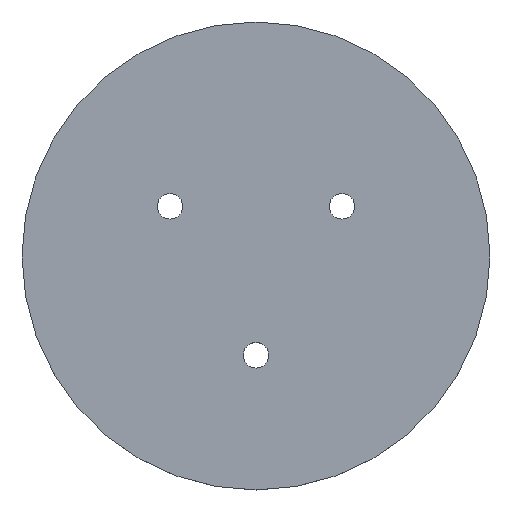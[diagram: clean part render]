
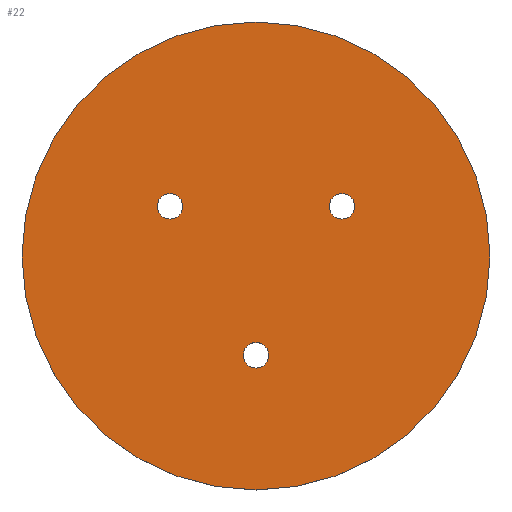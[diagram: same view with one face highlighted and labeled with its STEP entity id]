
A CAD part, top view. The second image highlights one B-rep face of the part: STEP entity #22.
In plain terms, the highlighted planar face has unit normal (0, 0, 1).
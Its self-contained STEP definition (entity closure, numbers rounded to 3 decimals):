
#17=FACE_BOUND('',#46,.T.);
#18=FACE_BOUND('',#47,.T.);
#19=FACE_BOUND('',#48,.T.);
#22=ADVANCED_FACE('',(#32,#17,#18,#19),#185,.T.);
#32=FACE_OUTER_BOUND('',#45,.T.);
#45=EDGE_LOOP('',(#68,#69));
#46=EDGE_LOOP('',(#70,#71));
#47=EDGE_LOOP('',(#72,#73));
#48=EDGE_LOOP('',(#74,#75));
#68=ORIENTED_EDGE('',*,*,#106,.T.);
#69=ORIENTED_EDGE('',*,*,#118,.T.);
#70=ORIENTED_EDGE('',*,*,#108,.T.);
#71=ORIENTED_EDGE('',*,*,#121,.T.);
#72=ORIENTED_EDGE('',*,*,#111,.T.);
#73=ORIENTED_EDGE('',*,*,#124,.T.);
#74=ORIENTED_EDGE('',*,*,#114,.T.);
#75=ORIENTED_EDGE('',*,*,#127,.T.);
#106=EDGE_CURVE('',#169,#177,#137,.T.);
#108=EDGE_CURVE('',#171,#179,#139,.T.);
#111=EDGE_CURVE('',#173,#181,#141,.T.);
#114=EDGE_CURVE('',#175,#183,#143,.T.);
#118=EDGE_CURVE('',#177,#169,#145,.T.);
#121=EDGE_CURVE('',#179,#171,#147,.T.);
#124=EDGE_CURVE('',#181,#173,#149,.T.);
#127=EDGE_CURVE('',#183,#175,#151,.T.);
#137=TRIMMED_CURVE($,#153,(#388),(#389),.T.,.CARTESIAN.);
#139=TRIMMED_CURVE($,#155,(#394),(#395),.T.,.CARTESIAN.);
#141=TRIMMED_CURVE($,#157,(#402),(#403),.T.,.CARTESIAN.);
#143=TRIMMED_CURVE($,#159,(#410),(#411),.T.,.CARTESIAN.);
#145=TRIMMED_CURVE($,#161,(#420),(#421),.T.,.CARTESIAN.);
#147=TRIMMED_CURVE($,#163,(#428),(#429),.T.,.CARTESIAN.);
#149=TRIMMED_CURVE($,#165,(#436),(#437),.T.,.CARTESIAN.);
#151=TRIMMED_CURVE($,#167,(#444),(#445),.T.,.CARTESIAN.);
#153=CIRCLE('',#293,27.5);
#155=CIRCLE('',#295,1.5);
#157=CIRCLE('',#297,1.5);
#159=CIRCLE('',#299,1.5);
#161=CIRCLE('',#301,27.5);
#163=CIRCLE('',#303,1.5);
#165=CIRCLE('',#305,1.5);
#167=CIRCLE('',#307,1.5);
#169=VERTEX_POINT('',#367);
#171=VERTEX_POINT('',#369);
#173=VERTEX_POINT('',#371);
#175=VERTEX_POINT('',#373);
#177=VERTEX_POINT('',#375);
#179=VERTEX_POINT('',#377);
#181=VERTEX_POINT('',#379);
#183=VERTEX_POINT('',#381);
#185=PLANE('',#284);
#284=AXIS2_PLACEMENT_3D('',#358,#313,$);
#293=AXIS2_PLACEMENT_3D($,#387,#323,#324);
#295=AXIS2_PLACEMENT_3D($,#393,#327,#328);
#297=AXIS2_PLACEMENT_3D($,#401,#331,#332);
#299=AXIS2_PLACEMENT_3D($,#409,#335,#336);
#301=AXIS2_PLACEMENT_3D($,#419,#339,#340);
#303=AXIS2_PLACEMENT_3D($,#427,#343,#344);
#305=AXIS2_PLACEMENT_3D($,#435,#347,#348);
#307=AXIS2_PLACEMENT_3D($,#443,#351,#352);
#313=DIRECTION('',(0.,0.,1.));
#323=DIRECTION('',(0.,0.,1.));
#324=DIRECTION('',(1.,0.,0.));
#327=DIRECTION('',(0.,0.,-1.));
#328=DIRECTION('',(-1.,0.,0.));
#331=DIRECTION('',(0.,0.,-1.));
#332=DIRECTION('',(-1.,0.,0.));
#335=DIRECTION('',(0.,0.,-1.));
#336=DIRECTION('',(1.,0.,0.));
#339=DIRECTION('',(0.,0.,1.));
#340=DIRECTION('',(-1.,0.,0.));
#343=DIRECTION('',(0.,0.,-1.));
#344=DIRECTION('',(1.,0.,0.));
#347=DIRECTION('',(0.,0.,-1.));
#348=DIRECTION('',(1.,0.,0.));
#351=DIRECTION('',(0.,0.,-1.));
#352=DIRECTION('',(-1.,0.,0.));
#358=CARTESIAN_POINT('',(-204.462,74.919,12.156));
#367=CARTESIAN_POINT('',(-148.912,102.969,12.156));
#369=CARTESIAN_POINT('',(-188.019,108.804,12.156));
#371=CARTESIAN_POINT('',(-167.805,108.804,12.156));
#373=CARTESIAN_POINT('',(-174.912,91.298,12.156));
#375=CARTESIAN_POINT('',(-203.912,102.969,12.156));
#377=CARTESIAN_POINT('',(-185.019,108.804,12.156));
#379=CARTESIAN_POINT('',(-164.805,108.804,12.156));
#381=CARTESIAN_POINT('',(-177.912,91.298,12.156));
#387=CARTESIAN_POINT('',(-176.412,102.969,12.156));
#388=CARTESIAN_POINT('',(-148.912,102.969,12.156));
#389=CARTESIAN_POINT('',(-203.912,102.969,12.156));
#393=CARTESIAN_POINT('',(-186.519,108.804,12.156));
#394=CARTESIAN_POINT('',(-188.019,108.804,12.156));
#395=CARTESIAN_POINT('',(-185.019,108.804,12.156));
#401=CARTESIAN_POINT('',(-166.305,108.804,12.156));
#402=CARTESIAN_POINT('',(-167.805,108.804,12.156));
#403=CARTESIAN_POINT('',(-164.805,108.804,12.156));
#409=CARTESIAN_POINT('',(-176.412,91.298,12.156));
#410=CARTESIAN_POINT('',(-174.912,91.298,12.156));
#411=CARTESIAN_POINT('',(-177.912,91.298,12.156));
#419=CARTESIAN_POINT('',(-176.412,102.969,12.156));
#420=CARTESIAN_POINT('',(-203.912,102.969,12.156));
#421=CARTESIAN_POINT('',(-148.912,102.969,12.156));
#427=CARTESIAN_POINT('',(-186.519,108.804,12.156));
#428=CARTESIAN_POINT('',(-185.019,108.804,12.156));
#429=CARTESIAN_POINT('',(-188.019,108.804,12.156));
#435=CARTESIAN_POINT('',(-166.305,108.804,12.156));
#436=CARTESIAN_POINT('',(-164.805,108.804,12.156));
#437=CARTESIAN_POINT('',(-167.805,108.804,12.156));
#443=CARTESIAN_POINT('',(-176.412,91.298,12.156));
#444=CARTESIAN_POINT('',(-177.912,91.298,12.156));
#445=CARTESIAN_POINT('',(-174.912,91.298,12.156));
